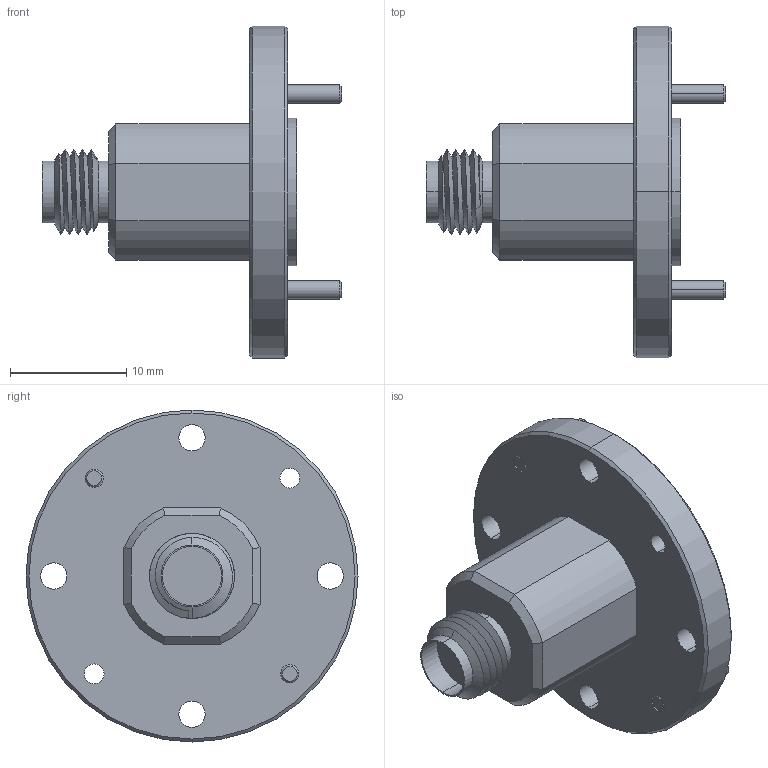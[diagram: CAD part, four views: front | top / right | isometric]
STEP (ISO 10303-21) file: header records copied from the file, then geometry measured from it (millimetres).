
FILE_DESCRIPTION (( 'STEP AP214' ), '1' );
FILE_NAME ('SWC-22KF-E1.STEP', '2018-03-14T18:12:57', ( '' ), ( '' ), 'SwSTEP 2.0', 'SolidWorks 2016', '' );
FILE_SCHEMA (( 'AUTOMOTIVE_DESIGN' ));
Length unit declared in the file: inch
Products named in the file (1): SWC-22KF-E1
Bounding box: 25.74 x 28.57 x 28.57 mm (x, y, z)
Volume: 3724.9 mm3; surface area: 2512.6 mm2
Topology: 4 solids, 4 shells, 100 faces, 220 edges, 136 vertices
Faces by surface type: cylinder 42, cone 28, plane 28, bspline 2
Entity records: 4857 total; most frequent: CARTESIAN_POINT 1201, DIRECTION 508, ORIENTED_EDGE 440, EDGE_CURVE 220, AXIS2_PLACEMENT_3D 207, VERTEX_POINT 136, EDGE_LOOP 124, CIRCLE 108
